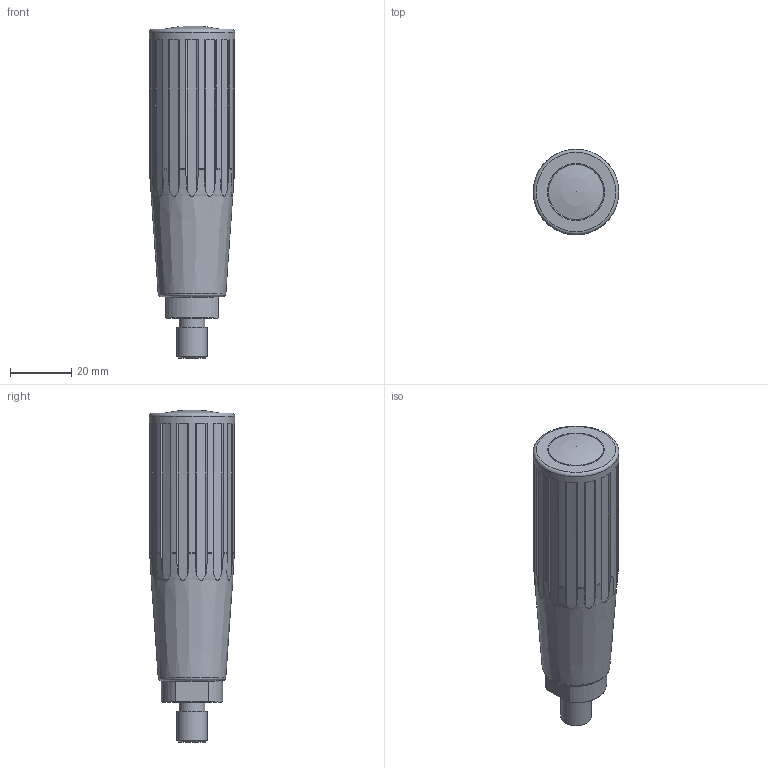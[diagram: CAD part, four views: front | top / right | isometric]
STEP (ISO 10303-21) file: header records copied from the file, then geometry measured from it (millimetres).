
FILE_DESCRIPTION( ( 'Unknown' ), '1' );
FILE_NAME( '6347010_MCGT28x88.stp', 'Unknown', ( 'Unknown' ), ( 'Unknown' ), 'PSStep 11.0', 'Unknown', ' ' );
FILE_SCHEMA( ( 'AUTOMOTIVE_DESIGN { 1 0 10303 214 1 1 1 1 }' ) );
Length unit declared in the file: millimetre
Products named in the file (1): 1833016
Bounding box: 28 x 28 x 108.5 mm (x, y, z)
Volume: 41374.5 mm3; surface area: 15759 mm2
Topology: 1 solids, 3 shells, 147 faces, 388 edges, 255 vertices
Faces by surface type: plane 62, cylinder 57, torus 17, cone 10, sphere 1
Full cylindrical faces by diameter (mm): 5.598 x1, 8.3 x1, 9 x1, 10 x2, 10.6 x1, 14 x2, 14.15 x1, 15 x1, 17 x1, 18 x1, 28 x1
Entity records: 6184 total; most frequent: CARTESIAN_POINT 1598, ORIENTED_EDGE 710, DIRECTION 670, EDGE_CURVE 355, AXIS2_PLACEMENT_3D 273, VERTEX_POINT 245, EDGE_LOOP 180, FACE_OUTER_BOUND 163
